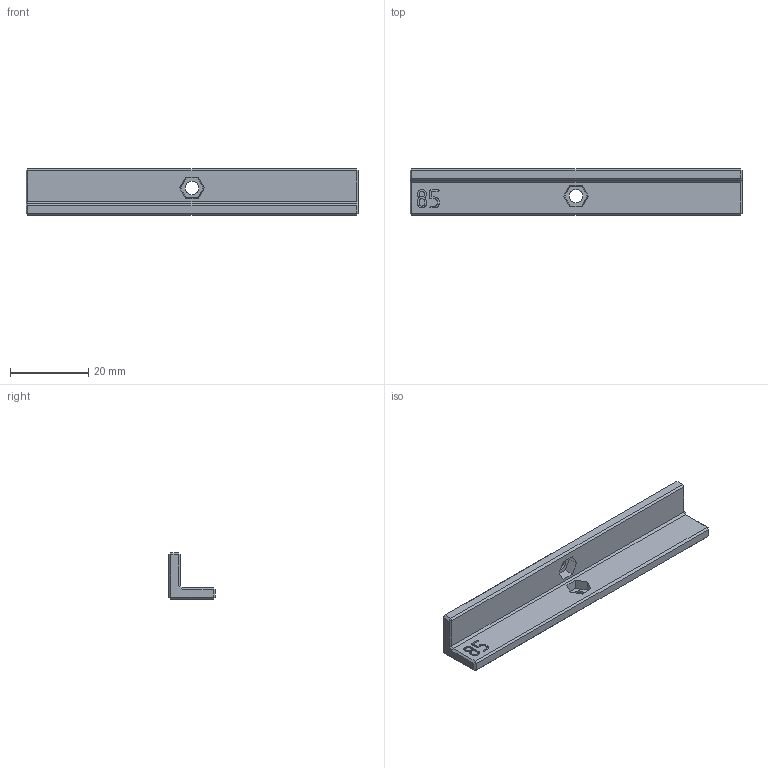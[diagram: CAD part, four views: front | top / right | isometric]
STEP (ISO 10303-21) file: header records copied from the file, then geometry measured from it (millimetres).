
FILE_DESCRIPTION(('FreeCAD Model'),'2;1');
FILE_NAME('Open CASCADE Shape Model','2023-11-04T12:03:22',(''),(''), 'Open CASCADE STEP processor 7.6','FreeCAD','Unknown');
FILE_SCHEMA(('AUTOMOTIVE_DESIGN { 1 0 10303 214 1 1 1 1 }'));
Length unit declared in the file: millimetre
Products named in the file (1): P0170-26-b_Kante_variable_Breite
Bounding box: 84.8 x 11.9 x 11.9 mm (x, y, z)
Volume: 5106.1 mm3; surface area: 4062.2 mm2
Topology: 1 solids, 1 shells, 114 faces, 284 edges, 178 vertices
Faces by surface type: plane 57, extrusion 43, bspline 12, cylinder 2
Full cylindrical faces by diameter (mm): 3.4 x2
Entity records: 7073 total; most frequent: CARTESIAN_POINT 1653, DIRECTION 820, VECTOR 691, LINE 648, ORIENTED_EDGE 568, PCURVE 568, DEFINITIONAL_REPRESENTATION 568, EDGE_CURVE 284
